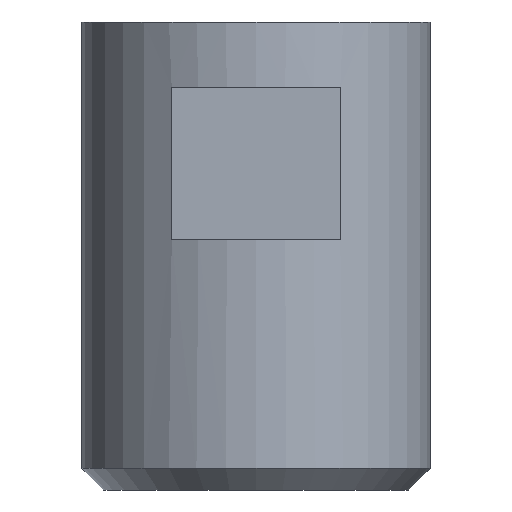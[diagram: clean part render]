
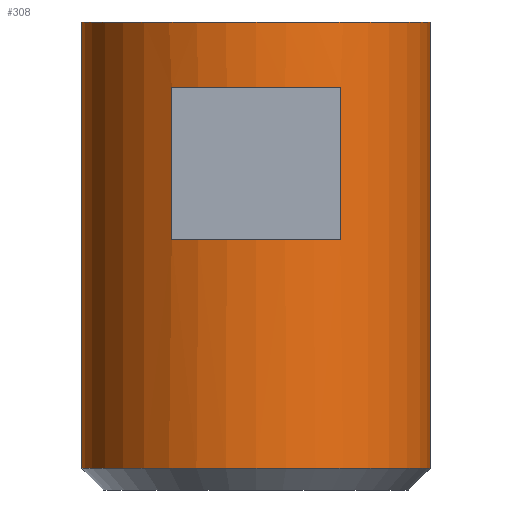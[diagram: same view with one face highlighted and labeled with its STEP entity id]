
A CAD part, left-side view. The second image highlights one B-rep face of the part: STEP entity #308.
In plain terms, the highlighted cylindrical face has radius 8 mm (diameter 16 mm), a partial arc.
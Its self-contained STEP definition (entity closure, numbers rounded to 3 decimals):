
#124=VERTEX_POINT('NONE',#340);
#126=VERTEX_POINT('NONE',#342);
#136=EDGE_CURVE('NONE',#256,#190,#353,.T.);
#138=VERTEX_POINT('NONE',#355);
#144=EDGE_CURVE('NONE',#138,#124,#361,.T.);
#158=EDGE_CURVE('NONE',#224,#256,#378,.T.);
#186=EDGE_CURVE('NONE',#316,#138,#412,.T.);
#188=VERTEX_POINT('NONE',#414);
#190=VERTEX_POINT('NONE',#416);
#192=EDGE_CURVE('NONE',#188,#316,#418,.T.);
#214=EDGE_CURVE('NONE',#224,#126,#442,.T.);
#224=VERTEX_POINT('NONE',#453);
#250=EDGE_CURVE('NONE',#126,#190,#479,.T.);
#252=EDGE_CURVE('NONE',#124,#188,#481,.T.);
#256=VERTEX_POINT('NONE',#486);
#308=ADVANCED_FACE('NONE',(#547,#548),#549,.T.);
#316=VERTEX_POINT('NONE',#561);
#340=CARTESIAN_POINT('',(-7.0,3.873,-3.0));
#342=CARTESIAN_POINT('',(0.0,8.0,0.0));
#353=LINE('',#592,#593);
#355=CARTESIAN_POINT('',(-7.0,3.873,-10.0));
#361=LINE('',#603,#604);
#378=CIRCLE('',#626,8.0);
#412=CIRCLE('',#670,8.0);
#414=CARTESIAN_POINT('',(-7.0,-3.873,-3.0));
#416=CARTESIAN_POINT('',(0.,-8.0,0.0));
#418=LINE('',#677,#678);
#442=LINE('',#711,#712);
#453=CARTESIAN_POINT('',(0.0,8.0,-20.5));
#479=CIRCLE('',#764,8.0);
#481=CIRCLE('',#767,8.0);
#486=CARTESIAN_POINT('',(0.,-8.0,-20.5));
#547=FACE_OUTER_BOUND('',#848,.T.);
#548=FACE_BOUND('',#849,.T.);
#549=CYLINDRICAL_SURFACE('',#850,8.0);
#561=CARTESIAN_POINT('',(-7.0,-3.873,-10.0));
#592=CARTESIAN_POINT('',(0.,-8.0,5.298));
#593=VECTOR('',#881,1000.0);
#603=CARTESIAN_POINT('',(-7.0,3.873,5.298));
#604=VECTOR('',#885,1000.0);
#626=AXIS2_PLACEMENT_3D('',#909,#910,#911);
#670=AXIS2_PLACEMENT_3D('',#966,#967,#968);
#677=CARTESIAN_POINT('',(-7.0,-3.873,5.298));
#678=VECTOR('',#969,1000.0);
#711=CARTESIAN_POINT('',(0.0,8.0,5.298));
#712=VECTOR('',#991,1000.0);
#764=AXIS2_PLACEMENT_3D('',#1015,#1016,#1017);
#767=AXIS2_PLACEMENT_3D('',#1018,#1019,#1020);
#848=EDGE_LOOP('',(#1112,#1113,#1114,#1115));
#849=EDGE_LOOP('',(#1116,#1117,#1118,#1119));
#850=AXIS2_PLACEMENT_3D('',#1120,#1121,#1122);
#881=DIRECTION('',(0.0,-0.0,1.0));
#885=DIRECTION('',(0.0,-0.0,1.0));
#909=CARTESIAN_POINT('',(0.0,0.0,-20.5));
#910=DIRECTION('',(0.0,-0.0,1.0));
#911=DIRECTION('',(0.0,1.0,0.0));
#966=CARTESIAN_POINT('',(0.0,0.0,-10.));
#967=DIRECTION('',(0.,0.0,-1.0));
#968=DIRECTION('',(-1.0,0.0,0.));
#969=DIRECTION('',(0.0,0.0,-1.0));
#991=DIRECTION('',(0.0,-0.0,1.0));
#1015=CARTESIAN_POINT('',(0.0,0.0,0.0));
#1016=DIRECTION('',(0.0,-0.0,1.0));
#1017=DIRECTION('',(0.0,1.0,0.0));
#1018=CARTESIAN_POINT('',(0.0,0.0,-3.));
#1019=DIRECTION('',(0.,0.0,1.0));
#1020=DIRECTION('',(1.0,0.0,0.));
#1112=ORIENTED_EDGE('',*,*,#158,.T.);
#1113=ORIENTED_EDGE('',*,*,#136,.T.);
#1114=ORIENTED_EDGE('',*,*,#250,.F.);
#1115=ORIENTED_EDGE('',*,*,#214,.F.);
#1116=ORIENTED_EDGE('',*,*,#186,.T.);
#1117=ORIENTED_EDGE('',*,*,#144,.T.);
#1118=ORIENTED_EDGE('',*,*,#252,.T.);
#1119=ORIENTED_EDGE('',*,*,#192,.T.);
#1120=CARTESIAN_POINT('',(0.0,0.0,5.298));
#1121=DIRECTION('',(-0.0,-0.0,1.0));
#1122=DIRECTION('',(0.0,1.0,0.0));
